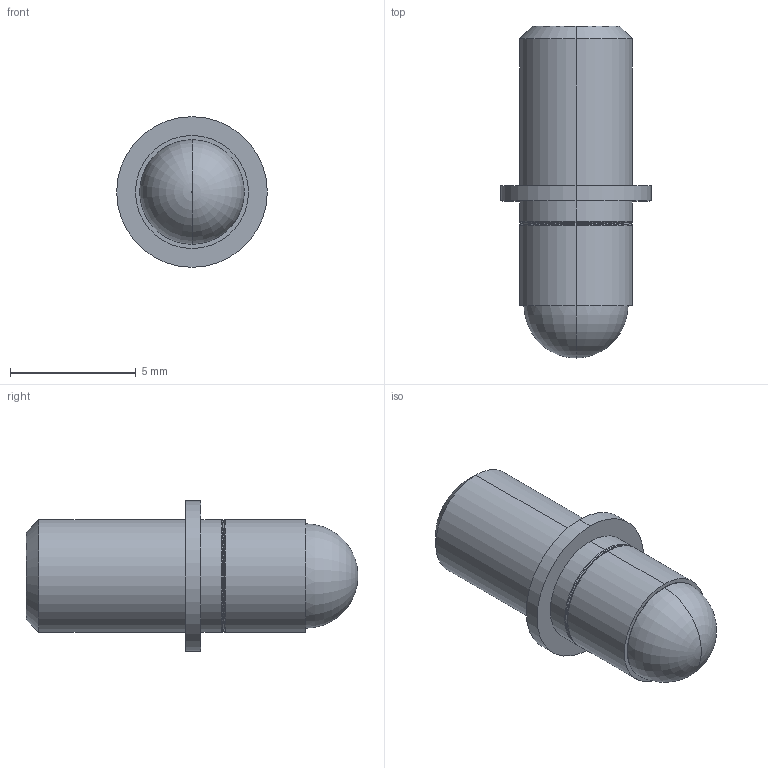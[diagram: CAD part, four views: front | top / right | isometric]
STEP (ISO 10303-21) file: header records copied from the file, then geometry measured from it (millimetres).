
FILE_DESCRIPTION (( 'STEP AP214' ), '1' );
FILE_NAME ('UEBK-12539.STEP', '2016-05-19T15:34:21', ( '' ), ( '' ), 'SwSTEP 2.0', 'SolidWorks 2016', '' );
FILE_SCHEMA (( 'AUTOMOTIVE_DESIGN' ));
Length unit declared in the file: inch
Products named in the file (1): UEBK-12539
Bounding box: 5.99 x 13.21 x 5.99 mm (x, y, z)
Volume: 194.1 mm3; surface area: 319.9 mm2
Topology: 1 solids, 1 shells, 33 faces, 64 edges, 38 vertices
Faces by surface type: cylinder 14, torus 10, plane 7, cone 2
Entity records: 894 total; most frequent: DIRECTION 180, CARTESIAN_POINT 136, ORIENTED_EDGE 128, AXIS2_PLACEMENT_3D 82, EDGE_CURVE 64, CIRCLE 48, VERTEX_POINT 38, EDGE_LOOP 38
